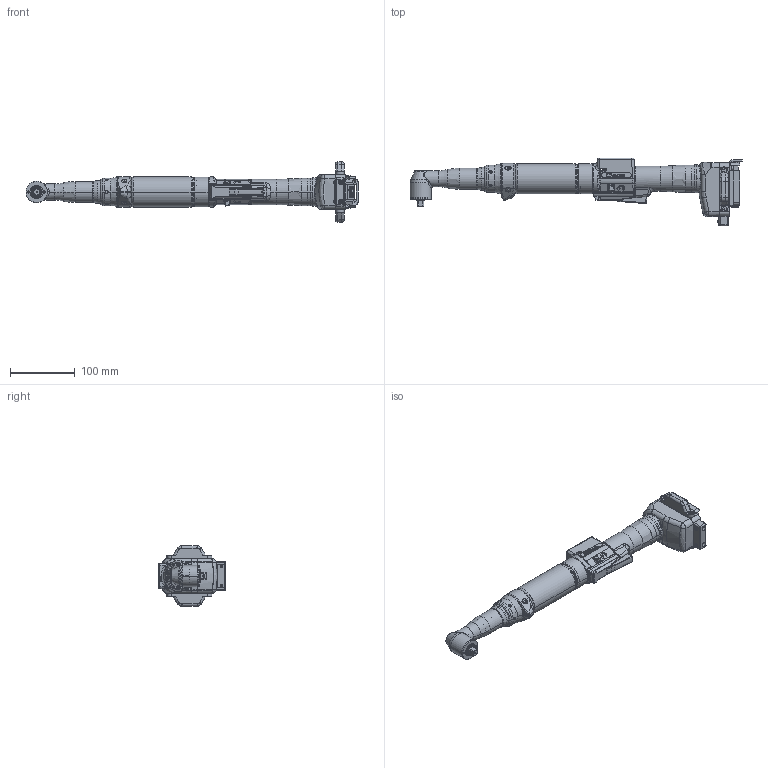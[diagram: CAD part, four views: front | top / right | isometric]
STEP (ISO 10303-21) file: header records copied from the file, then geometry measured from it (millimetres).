
FILE_DESCRIPTION((''),'2;1');
FILE_NAME('47BAYB35P3_SW0001','2015-11-11T',('k62ak'),(''),'PRO/ENGINEER BY PARAMETRIC TECHNOLOGY CORPORATION, 2010140','PRO/ENGINEER BY PARAMETRIC TECHNOLOGY CORPORATION, 2010140','');
FILE_SCHEMA(('CONFIG_CONTROL_DESIGN'));
Products named in the file (1): 47BAYB35P3_SW0001
Bounding box: 514.25 x 104.95 x 93.5 mm (x, y, z)
Volume: 255992.2 mm3; surface area: 262198.6 mm2
Topology: 19 solids, 19 shells, 7593 faces, 20895 edges, 13584 vertices
Faces by surface type: plane 5666, cylinder 1141, bspline 284, cone 212, torus 182, sphere 102, extrusion 6
Entity records: 274117 total; most frequent: CARTESIAN_POINT 83552, ORIENTED_EDGE 41758, DIRECTION 36324, EDGE_CURVE 20879, VECTOR 15868, LINE 15862, VERTEX_POINT 13584, AXIS2_PLACEMENT_3D 10228
